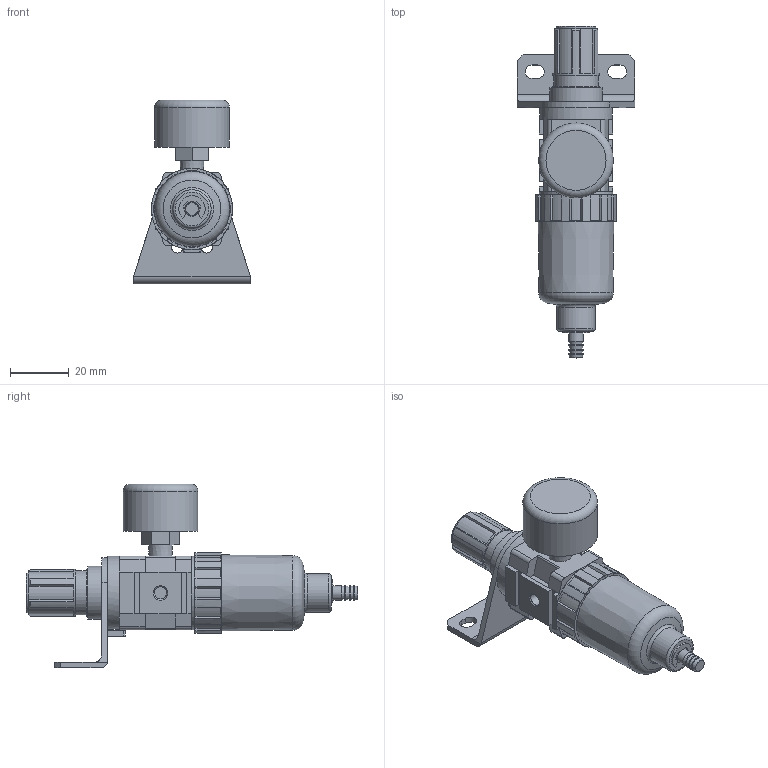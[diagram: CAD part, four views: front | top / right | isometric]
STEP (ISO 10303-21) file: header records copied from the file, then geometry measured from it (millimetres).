
FILE_DESCRIPTION( ( 'STEP AP203' ), '1' );
FILE_NAME( 'MAFR100-M5.stp', '2020-06-15T11:40:20', ( 'License CC BY-ND 4.0' ), ( 'CADENAS' ), ' ', 'PARTsolutions', ' ' );
FILE_SCHEMA( ( 'CONFIG_CONTROL_DESIGN' ) );
Length unit declared in the file: millimetre
Products named in the file (1): _MAFR100-M5
Bounding box: 40 x 112.8 x 62.5 mm (x, y, z)
Volume: 52285.5 mm3; surface area: 14904.1 mm2
Topology: 1 solids, 1 shells, 254 faces, 678 edges, 444 vertices
Faces by surface type: plane 167, cylinder 65, cone 17, torus 5
Full cylindrical faces by diameter (mm): 4.134 x2, 4.8 x1, 4.9 x4, 13 x1, 13.5 x1, 15 x1, 16 x2, 18 x1, 24.8 x1, 25 x1, 25.4 x1, 27.6 x1
Entity records: 7779 total; most frequent: CARTESIAN_POINT 1388, DIRECTION 1333, ORIENTED_EDGE 1280, EDGE_CURVE 640, AXIS2_PLACEMENT_3D 452, VERTEX_POINT 439, LINE 429, VECTOR 429
